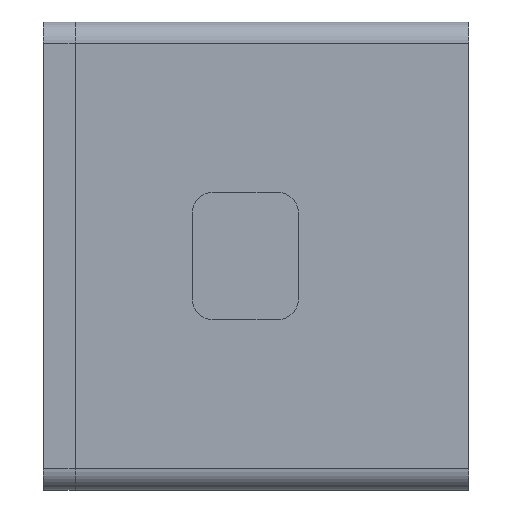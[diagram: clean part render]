
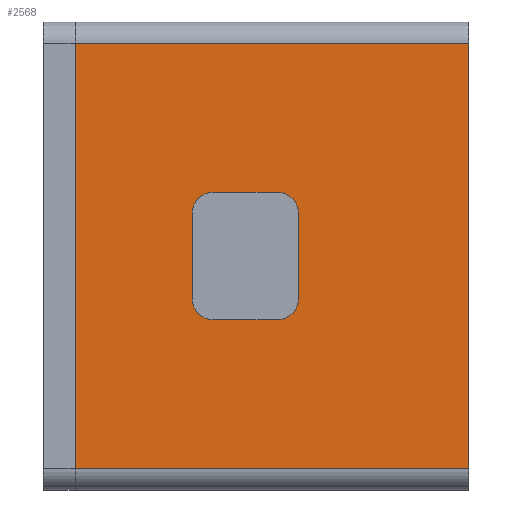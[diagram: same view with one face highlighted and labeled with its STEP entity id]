
A CAD part, left-side view. The second image highlights one B-rep face of the part: STEP entity #2568.
In plain terms, the highlighted planar face has unit normal (-1, 0, 0).
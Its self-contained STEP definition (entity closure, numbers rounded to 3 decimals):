
#39=FACE_BOUND('',#920,.T.);
#110=PLANE('',#2797);
#176=LINE('',#3838,#419);
#182=LINE('',#3853,#425);
#186=LINE('',#3865,#429);
#189=LINE('',#3874,#432);
#239=LINE('',#4018,#482);
#243=LINE('',#4027,#486);
#256=LINE('',#4068,#499);
#257=LINE('',#4070,#500);
#419=VECTOR('',#3041,10.);
#425=VECTOR('',#3055,10.);
#429=VECTOR('',#3067,10.);
#432=VECTOR('',#3078,10.);
#482=VECTOR('',#3216,10.);
#486=VECTOR('',#3224,10.);
#499=VECTOR('',#3263,10.);
#500=VECTOR('',#3266,10.);
#761=FACE_OUTER_BOUND('',#919,.T.);
#919=EDGE_LOOP('',(#1979,#1980,#1981,#1982));
#920=EDGE_LOOP('',(#1983,#1984,#1985,#1986,#1987,#1988,#1989,#1990));
#1075=CIRCLE('',#2723,2.);
#1077=CIRCLE('',#2727,2.);
#1079=CIRCLE('',#2731,2.);
#1081=CIRCLE('',#2735,2.);
#1189=VERTEX_POINT('',#3828);
#1190=VERTEX_POINT('',#3829);
#1193=VERTEX_POINT('',#3837);
#1195=VERTEX_POINT('',#3843);
#1196=VERTEX_POINT('',#3844);
#1199=VERTEX_POINT('',#3855);
#1200=VERTEX_POINT('',#3856);
#1203=VERTEX_POINT('',#3867);
#1251=VERTEX_POINT('',#4011);
#1254=VERTEX_POINT('',#4016);
#1257=VERTEX_POINT('',#4026);
#1272=VERTEX_POINT('',#4066);
#1433=EDGE_CURVE('',#1189,#1190,#1075,.T.);
#1437=EDGE_CURVE('',#1193,#1190,#176,.T.);
#1440=EDGE_CURVE('',#1195,#1196,#1077,.T.);
#1445=EDGE_CURVE('',#1189,#1196,#182,.T.);
#1446=EDGE_CURVE('',#1199,#1200,#1079,.T.);
#1451=EDGE_CURVE('',#1195,#1200,#186,.T.);
#1452=EDGE_CURVE('',#1193,#1203,#1081,.T.);
#1456=EDGE_CURVE('',#1199,#1203,#189,.T.);
#1524=EDGE_CURVE('',#1254,#1251,#239,.T.);
#1528=EDGE_CURVE('',#1251,#1257,#243,.T.);
#1549=EDGE_CURVE('',#1257,#1272,#256,.T.);
#1550=EDGE_CURVE('',#1272,#1254,#257,.T.);
#1979=ORIENTED_EDGE('',*,*,#1524,.F.);
#1980=ORIENTED_EDGE('',*,*,#1550,.F.);
#1981=ORIENTED_EDGE('',*,*,#1549,.F.);
#1982=ORIENTED_EDGE('',*,*,#1528,.F.);
#1983=ORIENTED_EDGE('',*,*,#1445,.T.);
#1984=ORIENTED_EDGE('',*,*,#1440,.F.);
#1985=ORIENTED_EDGE('',*,*,#1451,.T.);
#1986=ORIENTED_EDGE('',*,*,#1446,.F.);
#1987=ORIENTED_EDGE('',*,*,#1456,.T.);
#1988=ORIENTED_EDGE('',*,*,#1452,.F.);
#1989=ORIENTED_EDGE('',*,*,#1437,.T.);
#1990=ORIENTED_EDGE('',*,*,#1433,.F.);
#2568=ADVANCED_FACE('',(#761,#39),#110,.T.);
#2723=AXIS2_PLACEMENT_3D('',#3830,#3033,#3034);
#2727=AXIS2_PLACEMENT_3D('',#3845,#3046,#3047);
#2731=AXIS2_PLACEMENT_3D('',#3857,#3058,#3059);
#2735=AXIS2_PLACEMENT_3D('',#3868,#3070,#3071);
#2797=AXIS2_PLACEMENT_3D('',#4069,#3264,#3265);
#3033=DIRECTION('center_axis',(-1.,0.,0.));
#3034=DIRECTION('ref_axis',(0.,0.707,0.707));
#3041=DIRECTION('',(0.,0.,1.));
#3046=DIRECTION('center_axis',(-1.,0.,0.));
#3047=DIRECTION('ref_axis',(0.,-0.707,0.707));
#3055=DIRECTION('',(0.,-1.,0.));
#3058=DIRECTION('center_axis',(-1.,0.,0.));
#3059=DIRECTION('ref_axis',(0.,-0.707,-0.707));
#3067=DIRECTION('',(0.,0.,-1.));
#3070=DIRECTION('center_axis',(-1.,0.,0.));
#3071=DIRECTION('ref_axis',(0.,0.707,-0.707));
#3078=DIRECTION('',(0.,1.,0.));
#3216=DIRECTION('',(0.,1.,0.));
#3224=DIRECTION('',(0.,0.,1.));
#3263=DIRECTION('',(0.,-1.,0.));
#3264=DIRECTION('center_axis',(-1.,0.,0.));
#3265=DIRECTION('ref_axis',(0.,0.,-1.));
#3266=DIRECTION('',(0.,0.,-1.));
#3828=CARTESIAN_POINT('',(-2.,22.,26.));
#3829=CARTESIAN_POINT('',(-2.,24.,24.));
#3830=CARTESIAN_POINT('Origin',(-2.,22.,24.));
#3837=CARTESIAN_POINT('',(-2.,24.,16.));
#3838=CARTESIAN_POINT('',(-2.,24.,28.));
#3843=CARTESIAN_POINT('',(-2.,14.,24.));
#3844=CARTESIAN_POINT('',(-2.,16.,26.));
#3845=CARTESIAN_POINT('Origin',(-2.,16.,24.));
#3853=CARTESIAN_POINT('',(-2.,12.,26.));
#3855=CARTESIAN_POINT('',(-2.,16.,14.));
#3856=CARTESIAN_POINT('',(-2.,14.,16.));
#3857=CARTESIAN_POINT('Origin',(-2.,16.,16.));
#3865=CARTESIAN_POINT('',(-2.,14.,34.));
#3867=CARTESIAN_POINT('',(-2.,22.,14.));
#3868=CARTESIAN_POINT('Origin',(-2.,22.,16.));
#3874=CARTESIAN_POINT('',(-2.,7.,14.));
#4011=CARTESIAN_POINT('',(-2.,35.,0.));
#4016=CARTESIAN_POINT('',(-2.,-2.,0.));
#4018=CARTESIAN_POINT('',(-2.,0.,0.));
#4026=CARTESIAN_POINT('',(-2.,35.,40.));
#4027=CARTESIAN_POINT('',(-2.,35.,42.));
#4066=CARTESIAN_POINT('',(-2.,-2.,40.));
#4068=CARTESIAN_POINT('',(-2.,0.,40.));
#4069=CARTESIAN_POINT('Origin',(-2.,0.,42.));
#4070=CARTESIAN_POINT('',(-2.,-2.,42.));
